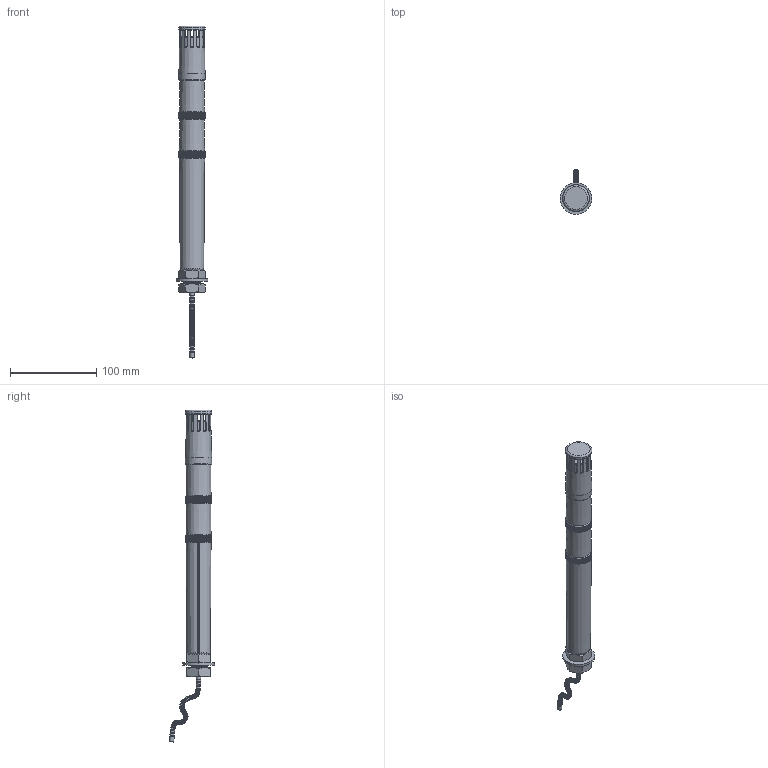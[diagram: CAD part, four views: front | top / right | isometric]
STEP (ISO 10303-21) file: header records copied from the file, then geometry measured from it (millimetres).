
FILE_DESCRIPTION(/* description */ (''),/* implementation_level */ '2;1');
FILE_NAME(/* name */ 'C30 T0 C5 G 24 L2 L7 DD.stp',/* time_stamp */ '2014-12-04T09:12:14+01:00',/* author */ (''),/* organization */ (''),/* preprocessor_version */ 'ST-DEVELOPER v11',/* originating_system */ 'SIEMENS PLM Software NX 7.5',/* authorisation */ '');
FILE_SCHEMA (('AUTOMOTIVE_DESIGN { 1 0 10303 214 1 1 1 1 }'));
Products named in the file (1): m.ne49E51nv2
Bounding box: 36.8 x 52.08 x 384.19 mm (x, y, z)
Volume: 203089.9 mm3; surface area: 47027.8 mm2
Topology: 8 solids, 10 shells, 1719 faces, 4964 edges, 3254 vertices
Faces by surface type: plane 893, cylinder 565, torus 144, cone 65, bspline 52
Full cylindrical faces by diameter (mm): 5 x2, 17.3 x2, 25 x2, 25.4 x2, 28.1 x2, 29.3 x3
Entity records: 67350 total; most frequent: CARTESIAN_POINT 27209, ORIENTED_EDGE 9678, DIRECTION 7421, EDGE_CURVE 4839, VERTEX_POINT 3239, AXIS2_PLACEMENT_3D 2928, EDGE_LOOP 1846, ADVANCED_FACE 1717
